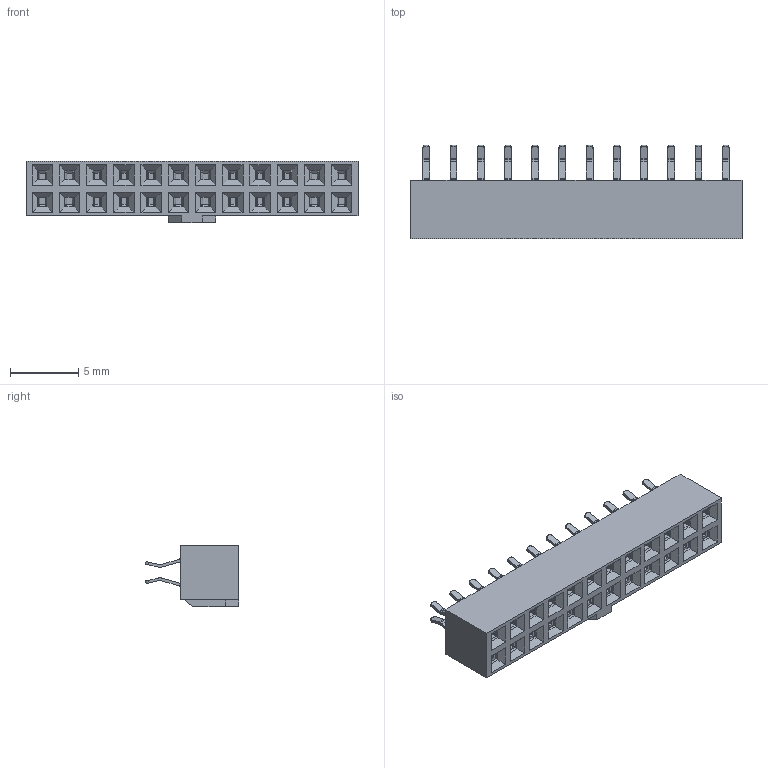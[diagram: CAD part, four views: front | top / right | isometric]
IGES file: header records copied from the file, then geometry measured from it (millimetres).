
Start section: ZWSOFT
Global section: file name: 2243N-2XXCXXCUNX2.igs; native system: ZW3D; preprocessor: 1.0; author: ZW3D; organization: ZWSOFT; date: 230419.111059; units: millimetre
Bounding box: 24.4 x 6.9 x 4.5 mm (x, y, z)
Surface area: 1472.4 mm2 (no closed solid volume)
Topology: 0 solids, 0 shells, 2796 faces, 16132 edges, 16108 vertices
Faces by surface type: bspline 2796
